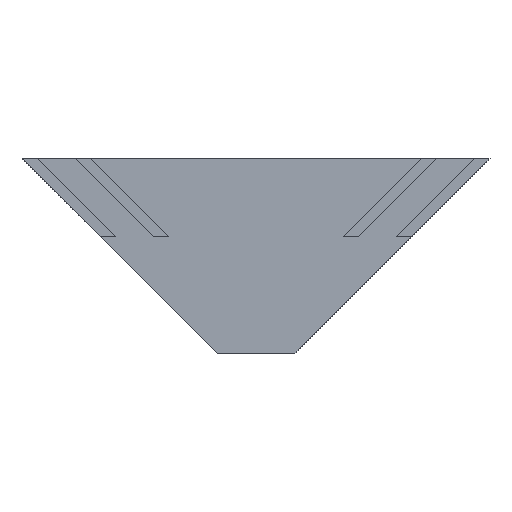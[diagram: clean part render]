
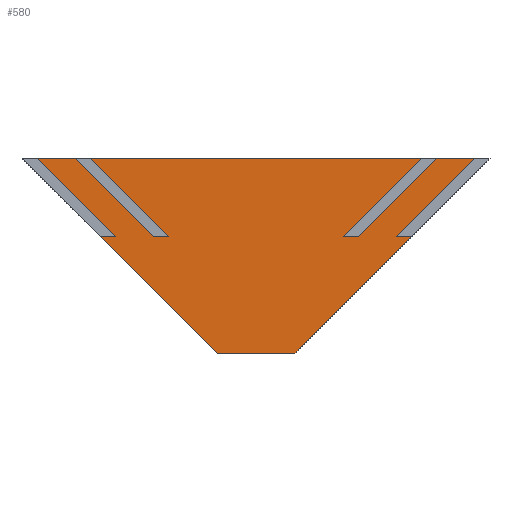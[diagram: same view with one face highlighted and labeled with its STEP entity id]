
A CAD part, front view. The second image highlights one B-rep face of the part: STEP entity #580.
In plain terms, the highlighted planar face has unit normal (0, -1, 0).
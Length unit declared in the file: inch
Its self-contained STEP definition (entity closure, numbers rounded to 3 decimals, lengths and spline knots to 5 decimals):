
#8 = EDGE_CURVE ( 'NONE', #259, #409, #351, .T. ) ;
#17 = LINE ( 'NONE', #204, #415 ) ;
#19 = EDGE_CURVE ( 'NONE', #259, #408, #233, .T. ) ;
#21 = EDGE_CURVE ( 'NONE', #488, #647, #561, .T. ) ;
#22 = VERTEX_POINT ( 'NONE', #282 ) ;
#29 = VECTOR ( 'NONE', #690, 39.37008 ) ;
#30 = VECTOR ( 'NONE', #222, 39.37008 ) ;
#31 = CARTESIAN_POINT ( 'NONE',  ( 1.4, 0., 0. ) ) ;
#32 = DIRECTION ( 'NONE',  ( -1., 0., 0. ) ) ;
#36 = ORIENTED_EDGE ( 'NONE', *, *, #543, .T. ) ;
#38 = EDGE_CURVE ( 'NONE', #228, #240, #511, .T. ) ;
#39 = DIRECTION ( 'NONE',  ( -1., 0., 0. ) ) ;
#42 = FACE_OUTER_BOUND ( 'NONE', #439, .T. ) ;
#47 = CARTESIAN_POINT ( 'NONE',  ( -0.9, 0., -0.5 ) ) ;
#55 = DIRECTION ( 'NONE',  ( -1., 0., 0. ) ) ;
#59 = ORIENTED_EDGE ( 'NONE', *, *, #21, .T. ) ;
#60 = CARTESIAN_POINT ( 'NONE',  ( -1., 0., -0.5 ) ) ;
#61 = ORIENTED_EDGE ( 'NONE', *, *, #8, .F. ) ;
#65 = VECTOR ( 'NONE', #627, 39.37008 ) ;
#93 = CARTESIAN_POINT ( 'NONE',  ( -1., 0., -0.5 ) ) ;
#96 = CARTESIAN_POINT ( 'NONE',  ( -0.25, 0., -1.25 ) ) ;
#101 = CARTESIAN_POINT ( 'NONE',  ( 1.5, 0., 0. ) ) ;
#116 = CARTESIAN_POINT ( 'NONE',  ( 0.55958, 0., -0.5 ) ) ;
#125 = DIRECTION ( 'NONE',  ( 0.707, 0., -0.707 ) ) ;
#131 = EDGE_CURVE ( 'NONE', #228, #559, #745, .T. ) ;
#134 = VECTOR ( 'NONE', #599, 39.37008 ) ;
#135 = DIRECTION ( 'NONE',  ( -0.707, 0., 0.707 ) ) ;
#148 = EDGE_CURVE ( 'NONE', #312, #434, #591, .T. ) ;
#153 = CARTESIAN_POINT ( 'NONE',  ( -1., 0., -0.5 ) ) ;
#156 = VECTOR ( 'NONE', #135, 39.37008 ) ;
#165 = VECTOR ( 'NONE', #276, 39.37008 ) ;
#176 = DIRECTION ( 'NONE',  ( -0.707, 0., -0.707 ) ) ;
#177 = EDGE_CURVE ( 'NONE', #488, #459, #17, .T. ) ;
#181 = CARTESIAN_POINT ( 'NONE',  ( -1.15958, 0., 0. ) ) ;
#182 = ORIENTED_EDGE ( 'NONE', *, *, #735, .T. ) ;
#190 = LINE ( 'NONE', #540, #342 ) ;
#195 = VECTOR ( 'NONE', #32, 39.37008 ) ;
#204 = CARTESIAN_POINT ( 'NONE',  ( -0.55958, 0., -0.5 ) ) ;
#219 = CARTESIAN_POINT ( 'NONE',  ( 1.15958, 0., 0. ) ) ;
#222 = DIRECTION ( 'NONE',  ( 0.707, 0., 0.707 ) ) ;
#224 = DIRECTION ( 'NONE',  ( -1., 0., 0. ) ) ;
#228 = VERTEX_POINT ( 'NONE', #47 ) ;
#233 = LINE ( 'NONE', #101, #195 ) ;
#237 = CARTESIAN_POINT ( 'NONE',  ( 1.05958, 0., 0. ) ) ;
#238 = CARTESIAN_POINT ( 'NONE',  ( 1.5, 0., 0. ) ) ;
#240 = VERTEX_POINT ( 'NONE', #503 ) ;
#245 = CARTESIAN_POINT ( 'NONE',  ( -1., 0., -0.5 ) ) ;
#259 = VERTEX_POINT ( 'NONE', #31 ) ;
#263 = EDGE_CURVE ( 'NONE', #671, #287, #441, .T. ) ;
#267 = LINE ( 'NONE', #582, #374 ) ;
#276 = DIRECTION ( 'NONE',  ( -1., 0., 0. ) ) ;
#277 = ORIENTED_EDGE ( 'NONE', *, *, #148, .T. ) ;
#282 = CARTESIAN_POINT ( 'NONE',  ( 1., 0., -0.5 ) ) ;
#285 = EDGE_CURVE ( 'NONE', #738, #559, #692, .T. ) ;
#287 = VERTEX_POINT ( 'NONE', #116 ) ;
#298 = VERTEX_POINT ( 'NONE', #300 ) ;
#300 = CARTESIAN_POINT ( 'NONE',  ( 0.65958, 0., -0.5 ) ) ;
#309 = ORIENTED_EDGE ( 'NONE', *, *, #177, .F. ) ;
#312 = VERTEX_POINT ( 'NONE', #96 ) ;
#318 = CARTESIAN_POINT ( 'NONE',  ( -0.9, 0., -0.5 ) ) ;
#319 = VECTOR ( 'NONE', #549, 39.37008 ) ;
#342 = VECTOR ( 'NONE', #419, 39.37008 ) ;
#351 = LINE ( 'NONE', #446, #65 ) ;
#352 = ORIENTED_EDGE ( 'NONE', *, *, #603, .F. ) ;
#356 = CARTESIAN_POINT ( 'NONE',  ( 0., 0., 0. ) ) ;
#360 = ORIENTED_EDGE ( 'NONE', *, *, #622, .T. ) ;
#365 = CARTESIAN_POINT ( 'NONE',  ( -1.15958, 0., 0. ) ) ;
#368 = EDGE_CURVE ( 'NONE', #298, #287, #534, .T. ) ;
#374 = VECTOR ( 'NONE', #224, 39.37008 ) ;
#381 = CARTESIAN_POINT ( 'NONE',  ( -0.25, 0., -1.25 ) ) ;
#384 = ORIENTED_EDGE ( 'NONE', *, *, #263, .F. ) ;
#401 = LINE ( 'NONE', #403, #447 ) ;
#403 = CARTESIAN_POINT ( 'NONE',  ( -1., 0., -0.5 ) ) ;
#408 = VERTEX_POINT ( 'NONE', #654 ) ;
#409 = VERTEX_POINT ( 'NONE', #420 ) ;
#413 = CARTESIAN_POINT ( 'NONE',  ( 0.55958, 0., -0.5 ) ) ;
#415 = VECTOR ( 'NONE', #613, 39.37008 ) ;
#419 = DIRECTION ( 'NONE',  ( 0.707, 0., 0.707 ) ) ;
#420 = CARTESIAN_POINT ( 'NONE',  ( 0.9, 0., -0.5 ) ) ;
#421 = ORIENTED_EDGE ( 'NONE', *, *, #131, .F. ) ;
#434 = VERTEX_POINT ( 'NONE', #475 ) ;
#436 = ORIENTED_EDGE ( 'NONE', *, *, #576, .T. ) ;
#439 = EDGE_LOOP ( 'NONE', ( #421, #623, #360, #277, #182, #436, #61, #499, #517, #570, #384, #36, #309, #59, #352, #584 ) ) ;
#441 = LINE ( 'NONE', #413, #667 ) ;
#446 = CARTESIAN_POINT ( 'NONE',  ( 0.9, 0., -0.5 ) ) ;
#447 = VECTOR ( 'NONE', #39, 39.37008 ) ;
#456 = VECTOR ( 'NONE', #592, 39.37008 ) ;
#459 = VERTEX_POINT ( 'NONE', #751 ) ;
#467 = CARTESIAN_POINT ( 'NONE',  ( -1.4, 0., 0. ) ) ;
#475 = CARTESIAN_POINT ( 'NONE',  ( 0.25, 0., -1.25 ) ) ;
#476 = DIRECTION ( 'NONE',  ( 0., 0., -1. ) ) ;
#485 = LINE ( 'NONE', #245, #639 ) ;
#488 = VERTEX_POINT ( 'NONE', #522 ) ;
#499 = ORIENTED_EDGE ( 'NONE', *, *, #19, .T. ) ;
#503 = CARTESIAN_POINT ( 'NONE',  ( -1., 0., -0.5 ) ) ;
#511 = LINE ( 'NONE', #93, #29 ) ;
#517 = ORIENTED_EDGE ( 'NONE', *, *, #555, .F. ) ;
#522 = CARTESIAN_POINT ( 'NONE',  ( -0.55958, 0., -0.5 ) ) ;
#534 = LINE ( 'NONE', #60, #134 ) ;
#537 = DIRECTION ( 'NONE',  ( 0., -1., 0. ) ) ;
#540 = CARTESIAN_POINT ( 'NONE',  ( 1., 0., -0.5 ) ) ;
#543 = EDGE_CURVE ( 'NONE', #671, #459, #267, .T. ) ;
#549 = DIRECTION ( 'NONE',  ( 1., 0., 0. ) ) ;
#555 = EDGE_CURVE ( 'NONE', #298, #408, #747, .T. ) ;
#559 = VERTEX_POINT ( 'NONE', #467 ) ;
#561 = LINE ( 'NONE', #153, #165 ) ;
#570 = ORIENTED_EDGE ( 'NONE', *, *, #368, .T. ) ;
#576 = EDGE_CURVE ( 'NONE', #22, #409, #401, .T. ) ;
#580 = ADVANCED_FACE ( 'NONE', ( #42 ), #583, .T. ) ;
#582 = CARTESIAN_POINT ( 'NONE',  ( 1.5, 0., 0. ) ) ;
#583 = PLANE ( 'NONE',  #736 ) ;
#584 = ORIENTED_EDGE ( 'NONE', *, *, #285, .T. ) ;
#591 = LINE ( 'NONE', #381, #319 ) ;
#592 = DIRECTION ( 'NONE',  ( 0.707, 0., -0.707 ) ) ;
#599 = DIRECTION ( 'NONE',  ( -1., 0., 0. ) ) ;
#603 = EDGE_CURVE ( 'NONE', #738, #647, #681, .T. ) ;
#613 = DIRECTION ( 'NONE',  ( -0.707, 0., 0.707 ) ) ;
#622 = EDGE_CURVE ( 'NONE', #240, #312, #485, .T. ) ;
#623 = ORIENTED_EDGE ( 'NONE', *, *, #38, .T. ) ;
#627 = DIRECTION ( 'NONE',  ( -0.707, 0., -0.707 ) ) ;
#639 = VECTOR ( 'NONE', #125, 39.37008 ) ;
#647 = VERTEX_POINT ( 'NONE', #710 ) ;
#654 = CARTESIAN_POINT ( 'NONE',  ( 1.15958, 0., 0. ) ) ;
#667 = VECTOR ( 'NONE', #176, 39.37008 ) ;
#671 = VERTEX_POINT ( 'NONE', #237 ) ;
#681 = LINE ( 'NONE', #365, #456 ) ;
#690 = DIRECTION ( 'NONE',  ( -1., 0., 0. ) ) ;
#692 = LINE ( 'NONE', #238, #754 ) ;
#710 = CARTESIAN_POINT ( 'NONE',  ( -0.65958, 0., -0.5 ) ) ;
#735 = EDGE_CURVE ( 'NONE', #434, #22, #190, .T. ) ;
#736 = AXIS2_PLACEMENT_3D ( 'NONE', #356, #537, #476 ) ;
#738 = VERTEX_POINT ( 'NONE', #181 ) ;
#745 = LINE ( 'NONE', #318, #156 ) ;
#747 = LINE ( 'NONE', #219, #30 ) ;
#751 = CARTESIAN_POINT ( 'NONE',  ( -1.05958, 0., 0. ) ) ;
#754 = VECTOR ( 'NONE', #55, 39.37008 ) ;
